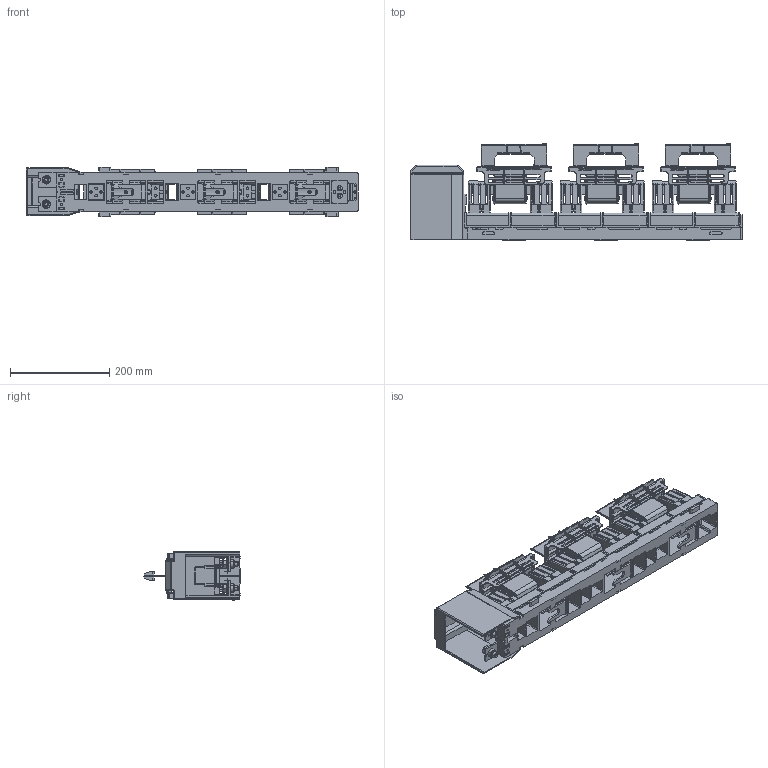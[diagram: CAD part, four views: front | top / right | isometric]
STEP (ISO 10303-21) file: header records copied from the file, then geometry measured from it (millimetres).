
FILE_DESCRIPTION (( 'STEP AP203' ), '1' );
FILE_NAME ('ﾏﾄﾏ-P 2-M400A ﾓ.STEP', '2022-10-17T19:40:01', ( '' ), ( '' ), 'SwSTEP 2.0', 'SolidWorks 2018', '' );
FILE_SCHEMA (( 'CONFIG_CONTROL_DESIGN' ));
Products named in the file (1): ﾏﾄﾏ-P 2-M400A ﾓ
Bounding box: 668 x 193.19 x 99 mm (x, y, z)
Surface area: 798261.2 mm2 (no closed solid volume)
Topology: 0 solids, 65 shells, 3004 faces, 11744 edges, 8408 vertices
Faces by surface type: plane 1845, cylinder 780, cone 216, sphere 100, torus 46, bspline 17
Entity records: 141734 total; most frequent: CARTESIAN_POINT 52334, ORIENTED_EDGE 18823, DIRECTION 15445, EDGE_CURVE 11694, VERTEX_POINT 8408, VECTOR 6047, LINE 6047, AXIS2_PLACEMENT_3D 4699
